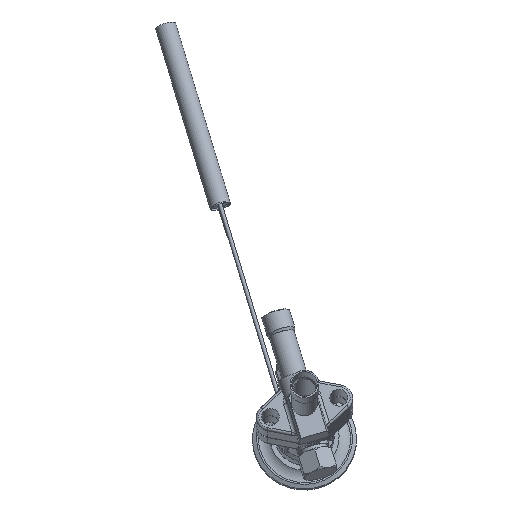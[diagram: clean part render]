
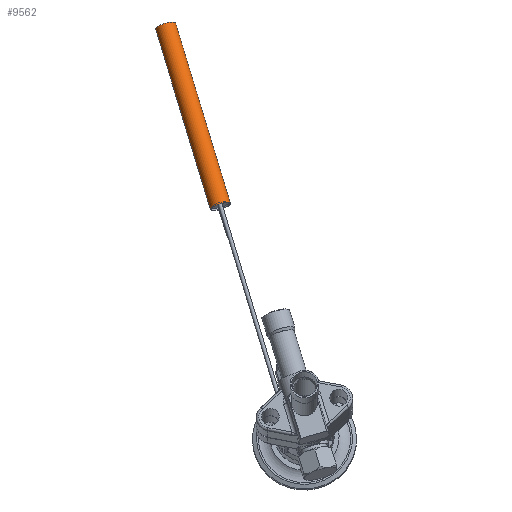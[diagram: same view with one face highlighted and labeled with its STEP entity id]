
A CAD part, left-side view. The second image highlights one B-rep face of the part: STEP entity #9562.
In plain terms, the highlighted cylindrical face has radius 6.5 mm (diameter 13 mm), a full revolution.
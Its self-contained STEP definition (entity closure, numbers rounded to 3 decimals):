
#9392=CARTESIAN_POINT('',(135.993,87.495,246.21));
#9393=VERTEX_POINT('',#9392);
#9394=CARTESIAN_POINT('',(123.514,87.495,249.852));
#9395=VERTEX_POINT('',#9394);
#9396=CARTESIAN_POINT('',(129.753,87.495,248.031));
#9397=DIRECTION('',(-0.269,-0.28,-0.922));
#9398=DIRECTION('',(0.96,0.,-0.28));
#9399=AXIS2_PLACEMENT_3D('',#9396,#9397,#9398);
#9400=CIRCLE('',#9399,6.5);
#9401=EDGE_CURVE('NONE',#9393,#9395,#9400,.T.);
#9403=CARTESIAN_POINT('',(129.753,87.495,248.031));
#9404=DIRECTION('',(-0.269,-0.28,-0.922));
#9405=DIRECTION('',(0.96,0.,-0.28));
#9406=AXIS2_PLACEMENT_3D('',#9403,#9404,#9405);
#9407=CIRCLE('',#9406,6.5);
#9408=EDGE_CURVE('NONE',#9395,#9393,#9407,.T.);
#9418=CARTESIAN_POINT('',(103.184,53.317,133.785));
#9419=VERTEX_POINT('',#9418);
#9420=CARTESIAN_POINT('',(90.704,53.317,137.427));
#9421=VERTEX_POINT('',#9420);
#9422=CARTESIAN_POINT('',(96.944,53.317,135.606));
#9423=DIRECTION('',(-0.269,-0.28,-0.922));
#9424=DIRECTION('',(0.96,0.,-0.28));
#9425=AXIS2_PLACEMENT_3D('',#9422,#9423,#9424);
#9426=CIRCLE('',#9425,6.5);
#9427=EDGE_CURVE('NONE',#9419,#9421,#9426,.T.);
#9429=CARTESIAN_POINT('',(96.944,53.317,135.606));
#9430=DIRECTION('',(-0.269,-0.28,-0.922));
#9431=DIRECTION('',(0.96,0.,-0.28));
#9432=AXIS2_PLACEMENT_3D('',#9429,#9430,#9431);
#9433=CIRCLE('',#9432,6.5);
#9434=EDGE_CURVE('NONE',#9421,#9419,#9433,.T.);
#9544=CARTESIAN_POINT('',(97.213,53.597,136.527));
#9545=DIRECTION('',(-0.269,-0.28,-0.922));
#9546=DIRECTION('',(0.96,0.,-0.28));
#9547=AXIS2_PLACEMENT_3D('',#9544,#9545,#9546);
#9548=CYLINDRICAL_SURFACE('',#9547,6.5);
#9549=CARTESIAN_POINT('',(103.184,53.317,133.785));
#9550=DIRECTION('',(0.269,0.28,0.922));
#9551=VECTOR('',#9550,122.);
#9552=LINE('',#9549,#9551);
#9553=EDGE_CURVE('',#9419,#9393,#9552,.T.);
#9554=ORIENTED_EDGE('',*,*,#9553,.T.);
#9555=ORIENTED_EDGE('',*,*,#9401,.T.);
#9556=ORIENTED_EDGE('',*,*,#9408,.T.);
#9557=ORIENTED_EDGE('',*,*,#9553,.F.);
#9558=ORIENTED_EDGE('',*,*,#9434,.F.);
#9559=ORIENTED_EDGE('',*,*,#9427,.F.);
#9560=EDGE_LOOP('',(#9554,#9555,#9556,#9557,#9558,#9559));
#9561=FACE_BOUND('',#9560,.T.);
#9562=ADVANCED_FACE('NONE',(#9561),#9548,.T.);
